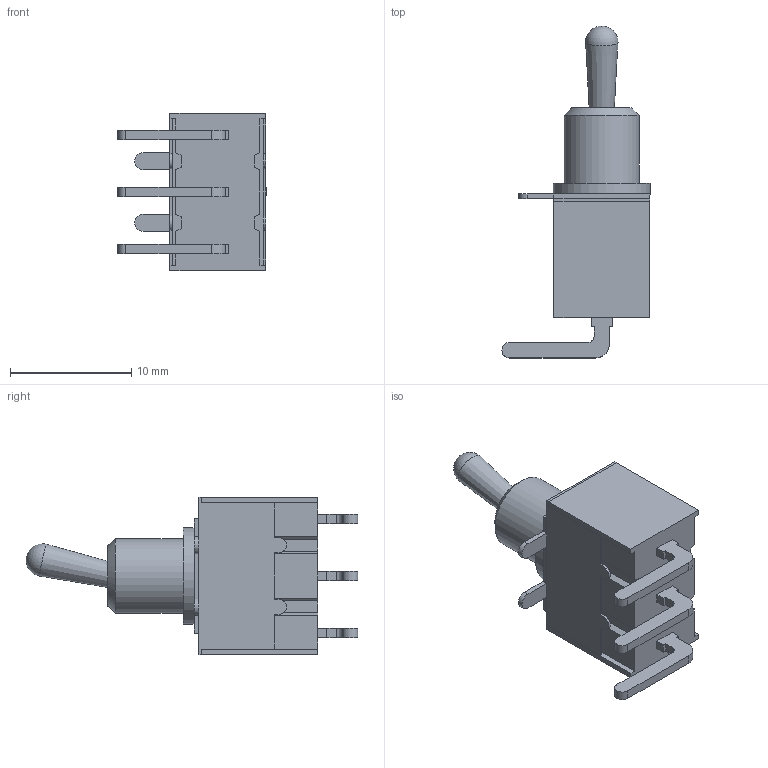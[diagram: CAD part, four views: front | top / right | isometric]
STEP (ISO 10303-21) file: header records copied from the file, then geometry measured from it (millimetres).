
FILE_DESCRIPTION(/* description */ (''),/* implementation_level */ '2;1');
FILE_NAME(/* name */ 'ELEC_Toggle_M2012S2A2G30-NR.iam.step',/* time_stamp */ '2015-01-02T19:32:22-08:00',/* author */ ('Philip'),/* organization */ (''),/* preprocessor_version */ 'ST-DEVELOPER v15.6',/* originating_system */ 'Autodesk Inventor 2015',/* authorisation */ '');
FILE_SCHEMA (('AUTOMOTIVE_DESIGN { 1 0 10303 214 3 1 1 }'));
Length unit declared in the file: inch
Products named in the file (7): _M20_ang1230TX-switch; _M20_ang_t_shorud1230TX-switch; _M201230TX-switch; _M20ANG1A2M201BR-bushing; _M201230_terminal_angG; _M20S2-toggles; ELEC_Toggle_M2012S2A2G30-NR
Assembly tree (6 placements, depth 2):
  ELEC_Toggle_M2012S2A2G30-NR
    _M20_ang1230TX-switch
    _M20_ang_t_shorud1230TX-switch
    _M201230TX-switch
    _M20ANG1A2M201BR-bushing
    _M201230_terminal_angG
    _M20S2-toggles
Bounding box: 12.23 x 27.4 x 13 mm (x, y, z)
Volume: 1151.7 mm3; surface area: 1989.4 mm2
Topology: 6 solids, 6 shells, 154 faces, 409 edges, 272 vertices
Faces by surface type: plane 127, cylinder 24, cone 2, sphere 1
Full cylindrical faces by diameter (mm): 2.053 x1, 4.338 x1
Entity records: 4878 total; most frequent: CARTESIAN_POINT 845, ORIENTED_EDGE 804, DIRECTION 783, EDGE_CURVE 402, LINE 349, VECTOR 349, VERTEX_POINT 270, AXIS2_PLACEMENT_3D 217
